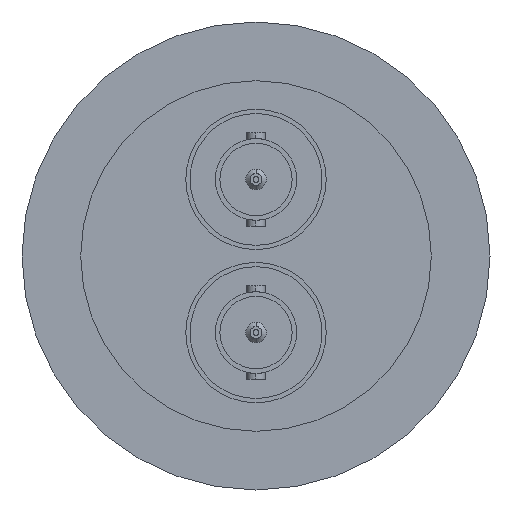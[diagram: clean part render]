
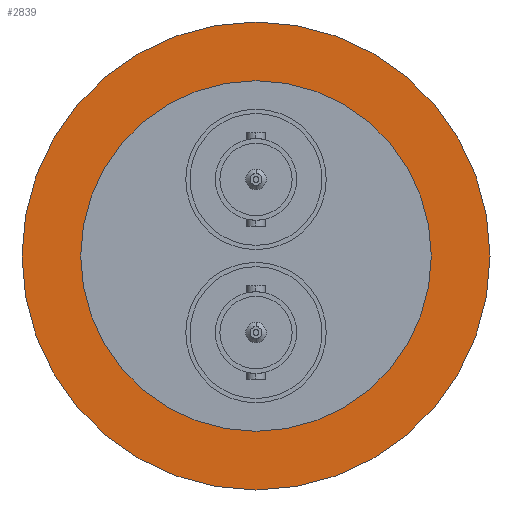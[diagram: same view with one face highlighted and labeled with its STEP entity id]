
A CAD part, left-side view. The second image highlights one B-rep face of the part: STEP entity #2839.
In plain terms, the highlighted planar face has unit normal (-1, 0, 0).
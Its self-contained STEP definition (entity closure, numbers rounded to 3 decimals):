
#108 = AXIS2_PLACEMENT_3D ( 'NONE', #608, #1071, #325 ) ;
#234 = DIRECTION ( 'NONE',  ( 0., 0., 1. ) ) ;
#267 = DIRECTION ( 'NONE',  ( -1., 0., 0. ) ) ;
#325 = DIRECTION ( 'NONE',  ( 0., 0., 1. ) ) ;
#357 = DIRECTION ( 'NONE',  ( 0., 0., -1. ) ) ;
#608 = CARTESIAN_POINT ( 'NONE',  ( 0., 0., 0. ) ) ;
#683 = ORIENTED_EDGE ( 'NONE', *, *, #1691, .T. ) ;
#801 = FACE_OUTER_BOUND ( 'NONE', #2505, .T. ) ;
#922 = AXIS2_PLACEMENT_3D ( 'NONE', #2691, #2946, #1507 ) ;
#982 = CARTESIAN_POINT ( 'NONE',  ( 0., 0., 0. ) ) ;
#984 = EDGE_LOOP ( 'NONE', ( #1404, #2682 ) ) ;
#1031 = ORIENTED_EDGE ( 'NONE', *, *, #2754, .T. ) ;
#1055 = CARTESIAN_POINT ( 'NONE',  ( 0., 0., 20.6 ) ) ;
#1071 = DIRECTION ( 'NONE',  ( -1., 0., 0. ) ) ;
#1118 = CIRCLE ( 'NONE', #1855, 27.5 ) ;
#1171 = CIRCLE ( 'NONE', #922, 20.6 ) ;
#1225 = AXIS2_PLACEMENT_3D ( 'NONE', #982, #267, #2370 ) ;
#1245 = VERTEX_POINT ( 'NONE', #1363 ) ;
#1278 = CIRCLE ( 'NONE', #1225, 27.5 ) ;
#1363 = CARTESIAN_POINT ( 'NONE',  ( 0., 0., -27.5 ) ) ;
#1404 = ORIENTED_EDGE ( 'NONE', *, *, #2499, .F. ) ;
#1429 = CARTESIAN_POINT ( 'NONE',  ( 0., 0., -20.6 ) ) ;
#1499 = PLANE ( 'NONE',  #1586 ) ;
#1507 = DIRECTION ( 'NONE',  ( 0., 0., 1. ) ) ;
#1544 = CARTESIAN_POINT ( 'NONE',  ( 0., 0., 27.5 ) ) ;
#1586 = AXIS2_PLACEMENT_3D ( 'NONE', #1970, #2426, #357 ) ;
#1691 = EDGE_CURVE ( 'NONE', #1245, #2582, #1118, .T. ) ;
#1855 = AXIS2_PLACEMENT_3D ( 'NONE', #2365, #2597, #234 ) ;
#1884 = CIRCLE ( 'NONE', #108, 20.6 ) ;
#1886 = EDGE_CURVE ( 'NONE', #2969, #2511, #1171, .T. ) ;
#1970 = CARTESIAN_POINT ( 'NONE',  ( 0., 0., -27.5 ) ) ;
#2365 = CARTESIAN_POINT ( 'NONE',  ( 0., 0., 0. ) ) ;
#2370 = DIRECTION ( 'NONE',  ( 0., 0., 1. ) ) ;
#2426 = DIRECTION ( 'NONE',  ( 1., 0., 0. ) ) ;
#2499 = EDGE_CURVE ( 'NONE', #2511, #2969, #1884, .T. ) ;
#2505 = EDGE_LOOP ( 'NONE', ( #1031, #683 ) ) ;
#2511 = VERTEX_POINT ( 'NONE', #1055 ) ;
#2582 = VERTEX_POINT ( 'NONE', #1544 ) ;
#2597 = DIRECTION ( 'NONE',  ( -1., 0., 0. ) ) ;
#2680 = FACE_BOUND ( 'NONE', #984, .T. ) ;
#2682 = ORIENTED_EDGE ( 'NONE', *, *, #1886, .F. ) ;
#2691 = CARTESIAN_POINT ( 'NONE',  ( 0., 0., 0. ) ) ;
#2754 = EDGE_CURVE ( 'NONE', #2582, #1245, #1278, .T. ) ;
#2839 = ADVANCED_FACE ( 'NONE', ( #2680, #801 ), #1499, .F. ) ;
#2946 = DIRECTION ( 'NONE',  ( -1., 0., 0. ) ) ;
#2969 = VERTEX_POINT ( 'NONE', #1429 ) ;
